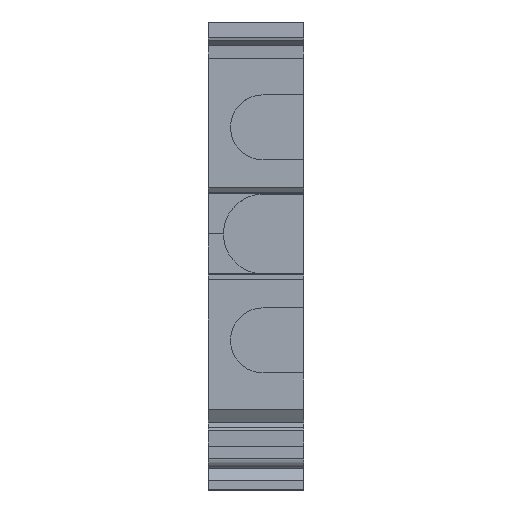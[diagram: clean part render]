
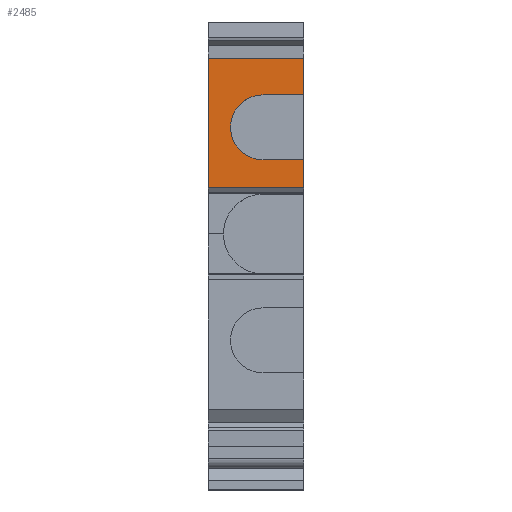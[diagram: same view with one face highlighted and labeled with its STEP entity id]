
A CAD part, top view. The second image highlights one B-rep face of the part: STEP entity #2485.
In plain terms, the highlighted planar face has unit normal (0, 0, 1).
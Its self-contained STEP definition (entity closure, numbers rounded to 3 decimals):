
#2396=AXIS2_PLACEMENT_3D('Plane Axis2P3D',#2393,#2394,#2395) ;
#2453=AXIS2_PLACEMENT_3D('Circle Axis2P3D',#2451,#2452,$) ;
#1233=CARTESIAN_POINT('Vertex',(0.,22.871,24.)) ;
#1236=CARTESIAN_POINT('Line Origine',(2.525,22.871,24.)) ;
#1240=CARTESIAN_POINT('Vertex',(5.05,22.871,24.)) ;
#1260=CARTESIAN_POINT('Line Origine',(2.525,15.985,24.)) ;
#1264=CARTESIAN_POINT('Vertex',(0.,15.985,24.)) ;
#1266=CARTESIAN_POINT('Vertex',(5.05,15.985,24.)) ;
#2298=CARTESIAN_POINT('Line Origine',(0.,19.428,24.)) ;
#2393=CARTESIAN_POINT('Axis2P3D Location',(0.,15.985,24.)) ;
#2442=CARTESIAN_POINT('Line Origine',(3.975,17.475,24.)) ;
#2446=CARTESIAN_POINT('Vertex',(2.9,17.475,24.)) ;
#2448=CARTESIAN_POINT('Vertex',(5.05,17.475,24.)) ;
#2451=CARTESIAN_POINT('Axis2P3D Location',(2.9,19.2,24.)) ;
#2455=CARTESIAN_POINT('Vertex',(2.9,20.925,24.)) ;
#2458=CARTESIAN_POINT('Line Origine',(3.975,20.925,24.)) ;
#2462=CARTESIAN_POINT('Vertex',(5.05,20.925,24.)) ;
#2465=CARTESIAN_POINT('Line Origine',(5.05,21.898,24.)) ;
#2470=CARTESIAN_POINT('Line Origine',(5.05,16.73,24.)) ;
#1237=DIRECTION('Vector Direction',(1.,0.,0.)) ;
#1261=DIRECTION('Vector Direction',(1.,0.,0.)) ;
#2299=DIRECTION('Vector Direction',(0.,1.,0.)) ;
#2394=DIRECTION('Axis2P3D Direction',(0.,0.,-1.)) ;
#2395=DIRECTION('Axis2P3D XDirection',(0.,1.,0.)) ;
#2443=DIRECTION('Vector Direction',(-1.,0.,0.)) ;
#2452=DIRECTION('Axis2P3D Direction',(0.,0.,-1.)) ;
#2459=DIRECTION('Vector Direction',(-1.,0.,0.)) ;
#2466=DIRECTION('Vector Direction',(0.,1.,0.)) ;
#2471=DIRECTION('Vector Direction',(0.,1.,0.)) ;
#1238=VECTOR('Line Direction',#1237,1.) ;
#1262=VECTOR('Line Direction',#1261,1.) ;
#2300=VECTOR('Line Direction',#2299,1.) ;
#2444=VECTOR('Line Direction',#2443,1.) ;
#2460=VECTOR('Line Direction',#2459,1.) ;
#2467=VECTOR('Line Direction',#2466,1.) ;
#2472=VECTOR('Line Direction',#2471,1.) ;
#2476=ORIENTED_EDGE('',*,*,#2450,.F.) ;
#2477=ORIENTED_EDGE('',*,*,#2457,.F.) ;
#2478=ORIENTED_EDGE('',*,*,#2464,.F.) ;
#2479=ORIENTED_EDGE('',*,*,#2469,.F.) ;
#2480=ORIENTED_EDGE('',*,*,#1242,.F.) ;
#2481=ORIENTED_EDGE('',*,*,#2302,.T.) ;
#2482=ORIENTED_EDGE('',*,*,#1268,.T.) ;
#2483=ORIENTED_EDGE('',*,*,#2474,.F.) ;
#2485=ADVANCED_FACE('Grundk\X2\00F6\X0\rper',(#2484),#2397,.F.) ;
#2454=CIRCLE('generated circle',#2453,1.725) ;
#1242=EDGE_CURVE('',#1234,#1241,#1239,.T.) ;
#1268=EDGE_CURVE('',#1265,#1267,#1263,.T.) ;
#2302=EDGE_CURVE('',#1234,#1265,#2301,.F.) ;
#2450=EDGE_CURVE('',#2447,#2449,#2445,.F.) ;
#2457=EDGE_CURVE('',#2456,#2447,#2454,.F.) ;
#2464=EDGE_CURVE('',#2463,#2456,#2461,.T.) ;
#2469=EDGE_CURVE('',#1241,#2463,#2468,.F.) ;
#2474=EDGE_CURVE('',#2449,#1267,#2473,.F.) ;
#2475=EDGE_LOOP('',(#2476,#2477,#2478,#2479,#2480,#2481,#2482,#2483)) ;
#2484=FACE_OUTER_BOUND('',#2475,.T.) ;
#1239=LINE('Line',#1236,#1238) ;
#1263=LINE('Line',#1260,#1262) ;
#2301=LINE('Line',#2298,#2300) ;
#2445=LINE('Line',#2442,#2444) ;
#2461=LINE('Line',#2458,#2460) ;
#2468=LINE('Line',#2465,#2467) ;
#2473=LINE('Line',#2470,#2472) ;
#2397=PLANE('',#2396) ;
#1234=VERTEX_POINT('',#1233) ;
#1241=VERTEX_POINT('',#1240) ;
#1265=VERTEX_POINT('',#1264) ;
#1267=VERTEX_POINT('',#1266) ;
#2447=VERTEX_POINT('',#2446) ;
#2449=VERTEX_POINT('',#2448) ;
#2456=VERTEX_POINT('',#2455) ;
#2463=VERTEX_POINT('',#2462) ;
